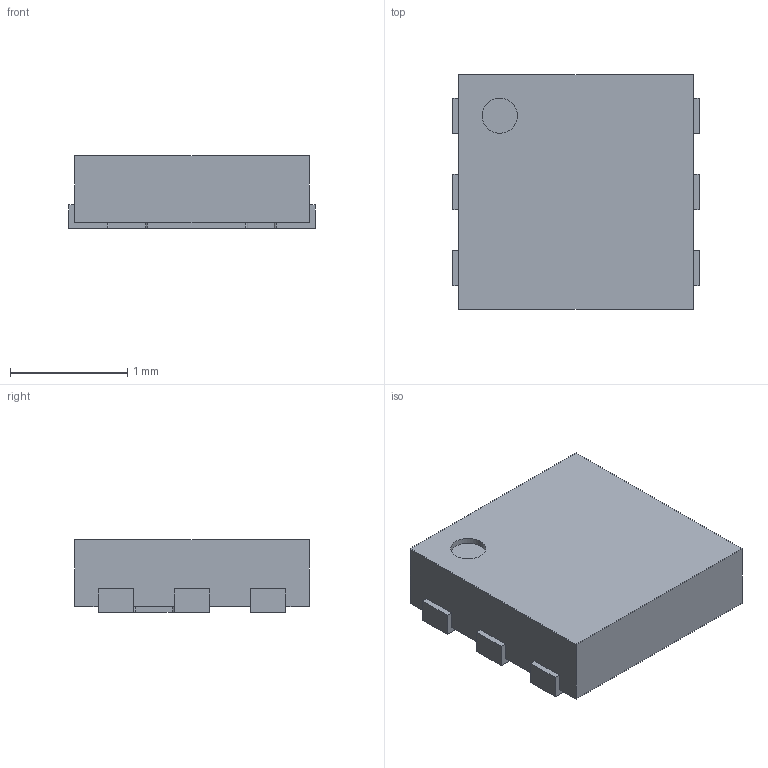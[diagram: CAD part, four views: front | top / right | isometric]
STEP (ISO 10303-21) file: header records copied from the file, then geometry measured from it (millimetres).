
FILE_DESCRIPTION(/* description */ ('STEP AP214'),/* implementation_level */ '2;1');
FILE_NAME(/* name */ '61532ce9467a2b26465206e2',/* time_stamp */ '2021-09-28T14:55:38+00:00',/* author */ (''),/* organization */ (''),/* preprocessor_version */ 'ST-DEVELOPER v18.1',/* originating_system */ ' ',/* authorisation */ ' ');
FILE_SCHEMA (('AUTOMOTIVE_DESIGN {1 0 10303 214 3 1 1}'));
Length unit declared in the file: metre
Products named in the file (1): Part 1
Bounding box: 2.1 x 2 x 0.62 mm (x, y, z)
Volume: 2.4 mm3; surface area: 13.5 mm2
Topology: 1 solids, 1 shells, 57 faces, 159 edges, 106 vertices
Faces by surface type: plane 44, cylinder 13
Full cylindrical faces by diameter (mm): 0.3 x1
Entity records: 2182 total; most frequent: CARTESIAN_POINT 322, ORIENTED_EDGE 316, DIRECTION 300, EDGE_CURVE 158, LINE 132, VECTOR 132, VERTEX_POINT 106, AXIS2_PLACEMENT_3D 84
